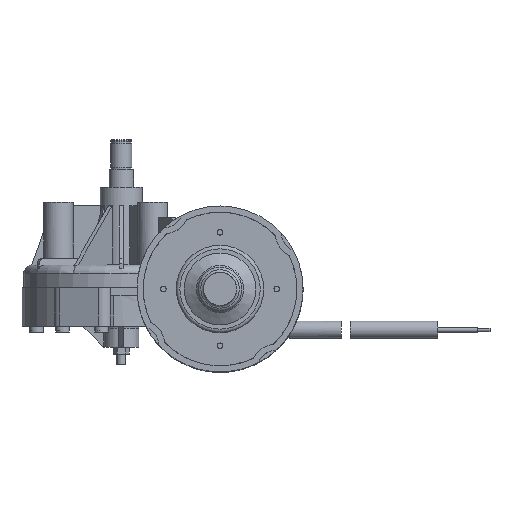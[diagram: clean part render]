
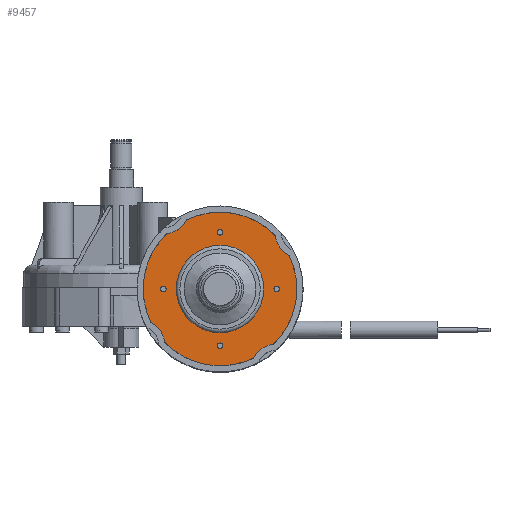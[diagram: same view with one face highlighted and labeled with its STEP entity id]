
A CAD part, top view. The second image highlights one B-rep face of the part: STEP entity #9457.
In plain terms, the highlighted planar face has unit normal (0, 0, 1).
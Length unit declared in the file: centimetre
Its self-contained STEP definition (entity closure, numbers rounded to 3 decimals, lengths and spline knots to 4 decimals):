
#2676=VERTEX_POINT('',#16492);
#2678=VERTEX_POINT('',#16497);
#2680=VERTEX_POINT('',#16502);
#2682=VERTEX_POINT('',#16507);
#2692=VERTEX_POINT('',#16632);
#2693=VERTEX_POINT('',#16636);
#3170=CIRCLE('',#10206,0.1621);
#3172=CIRCLE('',#10209,0.1621);
#3174=CIRCLE('',#10212,0.1621);
#3176=CIRCLE('',#10215,0.1621);
#3187=CIRCLE('',#10234,2.5);
#3188=CIRCLE('',#10237,4.4);
#4353=EDGE_CURVE('',#2676,#2676,#3170,.T.);
#4355=EDGE_CURVE('',#2678,#2678,#3172,.T.);
#4357=EDGE_CURVE('',#2680,#2680,#3174,.T.);
#4359=EDGE_CURVE('',#2682,#2682,#3176,.T.);
#4371=EDGE_CURVE('',#2692,#2692,#3187,.T.);
#4372=EDGE_CURVE('',#2693,#2693,#3188,.T.);
#6788=ORIENTED_EDGE('',*,*,#4353,.T.);
#6789=ORIENTED_EDGE('',*,*,#4355,.T.);
#6790=ORIENTED_EDGE('',*,*,#4357,.T.);
#6791=ORIENTED_EDGE('',*,*,#4359,.T.);
#6792=ORIENTED_EDGE('',*,*,#4371,.T.);
#6793=ORIENTED_EDGE('',*,*,#4372,.F.);
#7935=EDGE_LOOP('',(#6788));
#7936=EDGE_LOOP('',(#6789));
#7937=EDGE_LOOP('',(#6790));
#7938=EDGE_LOOP('',(#6791));
#7939=EDGE_LOOP('',(#6792));
#7940=EDGE_LOOP('',(#6793));
#8741=FACE_BOUND('',#7935,.T.);
#8742=FACE_BOUND('',#7936,.T.);
#8743=FACE_BOUND('',#7937,.T.);
#8744=FACE_BOUND('',#7938,.T.);
#8745=FACE_BOUND('',#7939,.T.);
#8746=FACE_BOUND('',#7940,.T.);
#9457=ADVANCED_FACE('',(#8741,#8742,#8743,#8744,#8745,#8746),#17958,.T.);
#10206=AXIS2_PLACEMENT_3D('',#16491,#12066,#12067);
#10209=AXIS2_PLACEMENT_3D('',#16496,#12072,#12073);
#10212=AXIS2_PLACEMENT_3D('',#16501,#12078,#12079);
#10215=AXIS2_PLACEMENT_3D('',#16506,#12084,#12085);
#10234=AXIS2_PLACEMENT_3D('',#16631,#12118,#12119);
#10237=AXIS2_PLACEMENT_3D('',#16635,#12123,#12124);
#10239=AXIS2_PLACEMENT_3D('',#16639,#12127,$);
#12066=DIRECTION('',(0.,0.,-1.));
#12067=DIRECTION('',(0.,0.162,0.));
#12072=DIRECTION('',(0.,0.,-1.));
#12073=DIRECTION('',(0.,0.162,0.));
#12078=DIRECTION('',(0.,0.,-1.));
#12079=DIRECTION('',(0.,0.162,0.));
#12084=DIRECTION('',(0.,0.,-1.));
#12085=DIRECTION('',(0.,0.162,0.));
#12118=DIRECTION('',(0.,0.,-1.));
#12119=DIRECTION('',(2.5,0.,0.));
#12123=DIRECTION('',(0.,0.,-1.));
#12124=DIRECTION('',(4.4,0.,0.));
#12127=DIRECTION('',(0.,0.,1.));
#16491=CARTESIAN_POINT('',(-3.25,0.,0.2));
#16492=CARTESIAN_POINT('',(-3.25,0.1621,0.2));
#16496=CARTESIAN_POINT('',(0.,-3.25,0.2));
#16497=CARTESIAN_POINT('',(0.,-3.0879,0.2));
#16501=CARTESIAN_POINT('',(0.,3.25,0.2));
#16502=CARTESIAN_POINT('',(0.,3.4121,0.2));
#16506=CARTESIAN_POINT('',(3.25,0.,0.2));
#16507=CARTESIAN_POINT('',(3.25,0.1621,0.2));
#16631=CARTESIAN_POINT('',(0.,0.,0.2));
#16632=CARTESIAN_POINT('',(2.5,0.,0.2));
#16635=CARTESIAN_POINT('',(0.,0.,0.2));
#16636=CARTESIAN_POINT('',(4.4,0.,0.2));
#16639=CARTESIAN_POINT('',(0.,0.,0.2));
#17958=PLANE('',#10239);
